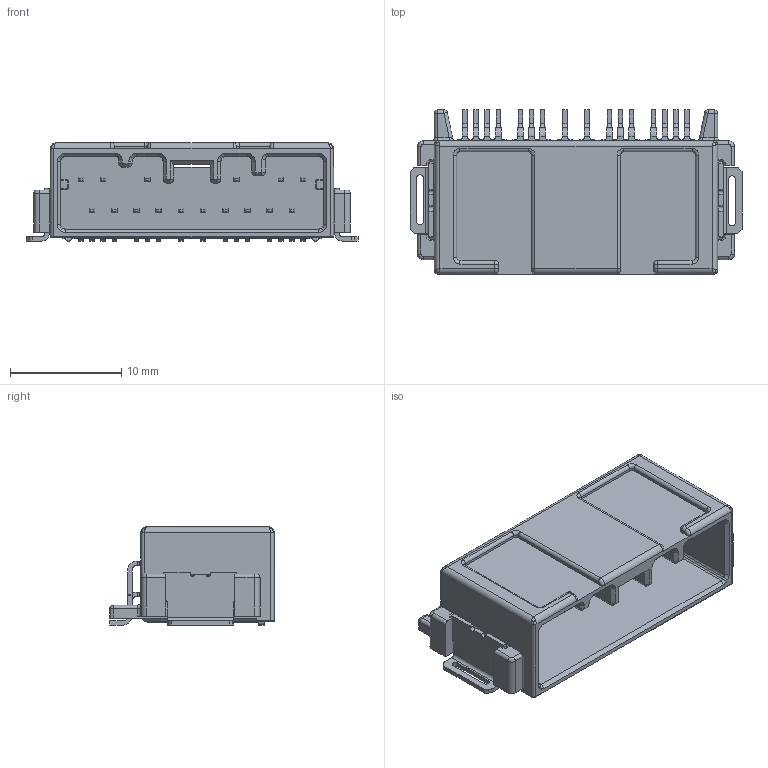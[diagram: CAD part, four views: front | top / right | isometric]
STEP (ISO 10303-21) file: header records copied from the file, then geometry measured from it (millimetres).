
FILE_DESCRIPTION(('FreeCAD Model'),'2;1');
FILE_NAME('Open CASCADE Shape Model','2023-06-17T16:00:03',( 'kicad StepUp'),('ksu MCAD'),'Open CASCADE STEP processor 7.6', 'FreeCAD','Unknown');
FILE_SCHEMA(('AUTOMOTIVE_DESIGN { 1 0 10303 214 1 1 1 1 }'));
Length unit declared in the file: millimetre
Products named in the file (1): ZE05H-16DP-2H
Bounding box: 29.9 x 14.8 x 8.84 mm (x, y, z)
Volume: 1085.6 mm3; surface area: 2632.8 mm2
Topology: 1 solids, 1 shells, 981 faces, 2595 edges, 1646 vertices
Faces by surface type: plane 650, cylinder 261, cone 30, bspline 14, torus 12, revolution 8, sphere 6
Entity records: 31080 total; most frequent: CARTESIAN_POINT 6496, ORIENTED_EDGE 5176, DIRECTION 5038, EDGE_CURVE 2588, LINE 1974, VECTOR 1974, VERTEX_POINT 1646, AXIS2_PLACEMENT_3D 1528
